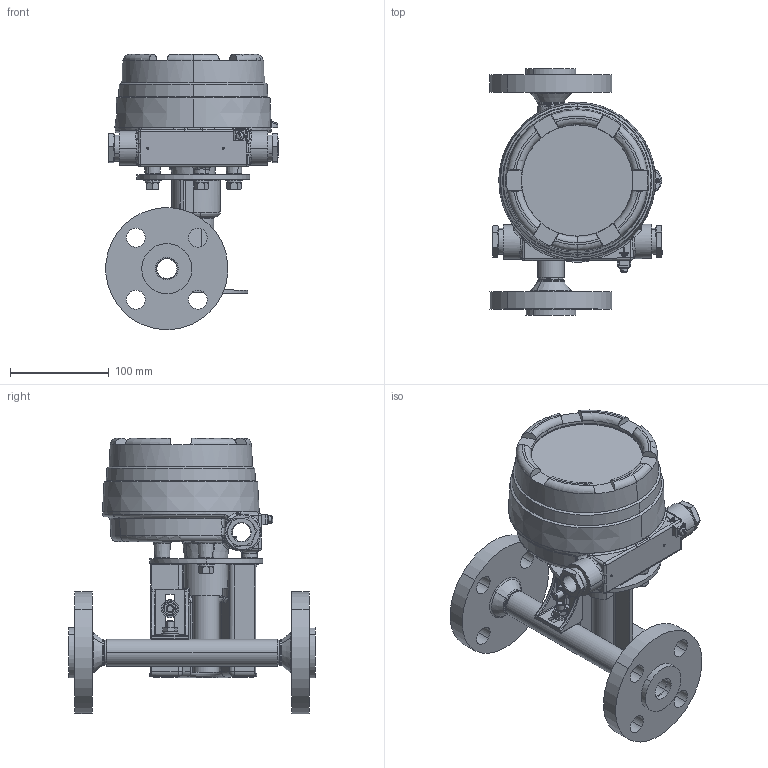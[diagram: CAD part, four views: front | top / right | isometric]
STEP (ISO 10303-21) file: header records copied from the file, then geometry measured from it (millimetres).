
FILE_DESCRIPTION (( 'STEP AP203' ), '1' );
FILE_NAME ('3809G-C-08-F-6-D-3-0.STEP', '2019-09-27T19:32:56', ( '' ), ( '' ), 'SwSTEP 2.0', 'SolidWorks 2019', '' );
FILE_SCHEMA (( 'CONFIG_CONTROL_DESIGN' ));
Length unit declared in the file: inch
Products named in the file (2): 3809G-C-08-F-6-D-3-0
Bounding box: 174.32 x 250 x 278.71 mm (x, y, z)
Volume: 1368216 mm3; surface area: 439671 mm2
Topology: 43 solids, 43 shells, 1299 faces, 3008 edges, 1781 vertices
Faces by surface type: cylinder 423, plane 370, cone 244, bspline 166, torus 66, sphere 30
Entity records: 45631 total; most frequent: CARTESIAN_POINT 17166, DIRECTION 5921, ORIENTED_EDGE 5864, EDGE_CURVE 2932, AXIS2_PLACEMENT_3D 2401, VERTEX_POINT 1781, EDGE_LOOP 1447, ADVANCED_FACE 1299
